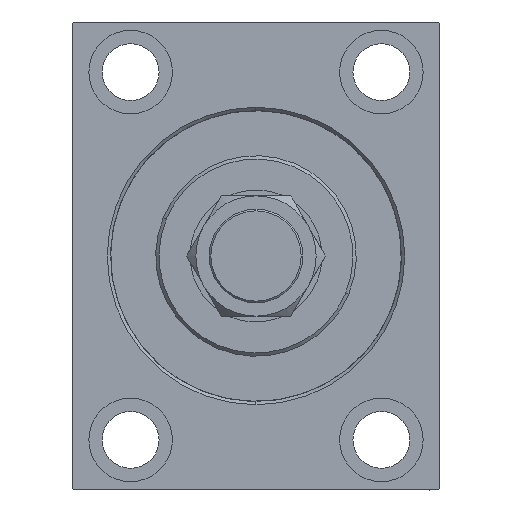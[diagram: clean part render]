
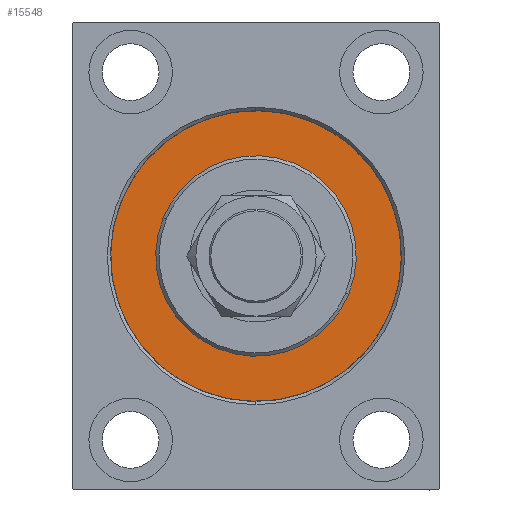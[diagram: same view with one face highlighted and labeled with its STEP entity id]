
A CAD part, left-side view. The second image highlights one B-rep face of the part: STEP entity #15548.
In plain terms, the highlighted face is planar.
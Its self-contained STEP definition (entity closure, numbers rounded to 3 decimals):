
#584 = CIRCLE ( 'NONE', #4999, 30. ) ;
#1257 = VERTEX_POINT ( 'NONE', #8616 ) ;
#1550 = DIRECTION ( 'NONE',  ( 0., 0., 1. ) ) ;
#4999 = AXIS2_PLACEMENT_3D ( 'NONE', #38228, #40842, #33226 ) ;
#5257 = CARTESIAN_POINT ( 'NONE',  ( 0., 0., 0. ) ) ;
#5588 = EDGE_CURVE ( 'NONE', #10591, #45552, #8848, .T. ) ;
#6436 = PLANE ( 'NONE',  #38323 ) ;
#6459 = DIRECTION ( 'NONE',  ( 0., 0., -1. ) ) ;
#7117 = ORIENTED_EDGE ( 'NONE', *, *, #15355, .F. ) ;
#7163 = CARTESIAN_POINT ( 'NONE',  ( 0., 0., 30. ) ) ;
#8033 = DIRECTION ( 'NONE',  ( -1., 0., 0. ) ) ;
#8616 = CARTESIAN_POINT ( 'NONE',  ( 0., 0., -43.5 ) ) ;
#8848 = CIRCLE ( 'NONE', #39130, 30. ) ;
#10119 = DIRECTION ( 'NONE',  ( 0., 0., 1. ) ) ;
#10591 = VERTEX_POINT ( 'NONE', #19794 ) ;
#11532 = CARTESIAN_POINT ( 'NONE',  ( 0., 0., 0. ) ) ;
#13073 = CIRCLE ( 'NONE', #13842, 43.5 ) ;
#13289 = EDGE_CURVE ( 'NONE', #45552, #10591, #584, .T. ) ;
#13842 = AXIS2_PLACEMENT_3D ( 'NONE', #5257, #8033, #1550 ) ;
#15355 = EDGE_CURVE ( 'NONE', #28593, #1257, #39060, .T. ) ;
#15548 = ADVANCED_FACE ( 'NONE', ( #27720, #30733 ), #6436, .F. ) ;
#19794 = CARTESIAN_POINT ( 'NONE',  ( 0., 0., -30. ) ) ;
#20119 = DIRECTION ( 'NONE',  ( 1., 0., 0. ) ) ;
#23331 = ORIENTED_EDGE ( 'NONE', *, *, #5588, .F. ) ;
#24274 = CARTESIAN_POINT ( 'NONE',  ( 0., 0., 0. ) ) ;
#25461 = ORIENTED_EDGE ( 'NONE', *, *, #40399, .F. ) ;
#27720 = FACE_BOUND ( 'NONE', #42311, .T. ) ;
#28593 = VERTEX_POINT ( 'NONE', #29330 ) ;
#29330 = CARTESIAN_POINT ( 'NONE',  ( 0., 0., 43.5 ) ) ;
#30733 = FACE_OUTER_BOUND ( 'NONE', #44754, .T. ) ;
#32383 = DIRECTION ( 'NONE',  ( -1., 0., 0. ) ) ;
#33226 = DIRECTION ( 'NONE',  ( 0., 0., -1. ) ) ;
#35399 = AXIS2_PLACEMENT_3D ( 'NONE', #11532, #32383, #42787 ) ;
#38228 = CARTESIAN_POINT ( 'NONE',  ( 0., 0., 0. ) ) ;
#38323 = AXIS2_PLACEMENT_3D ( 'NONE', #41589, #44830, #10119 ) ;
#39060 = CIRCLE ( 'NONE', #35399, 43.5 ) ;
#39130 = AXIS2_PLACEMENT_3D ( 'NONE', #24274, #20119, #6459 ) ;
#39854 = ORIENTED_EDGE ( 'NONE', *, *, #13289, .F. ) ;
#40399 = EDGE_CURVE ( 'NONE', #1257, #28593, #13073, .T. ) ;
#40842 = DIRECTION ( 'NONE',  ( 1., 0., 0. ) ) ;
#41589 = CARTESIAN_POINT ( 'NONE',  ( 0., 0., 0. ) ) ;
#42311 = EDGE_LOOP ( 'NONE', ( #39854, #23331 ) ) ;
#42787 = DIRECTION ( 'NONE',  ( 0., 0., 1. ) ) ;
#44754 = EDGE_LOOP ( 'NONE', ( #25461, #7117 ) ) ;
#44830 = DIRECTION ( 'NONE',  ( -1., 0., 0. ) ) ;
#45552 = VERTEX_POINT ( 'NONE', #7163 ) ;
